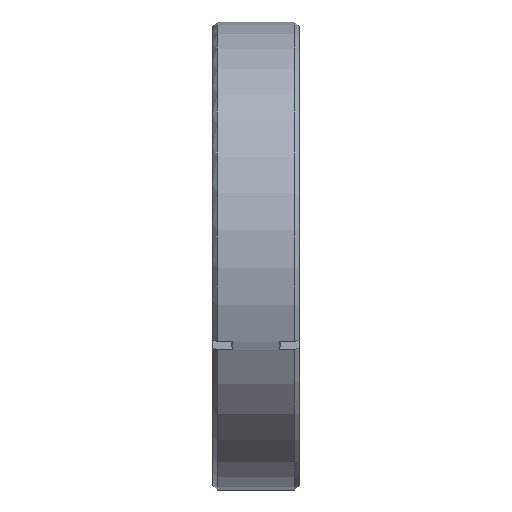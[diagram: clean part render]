
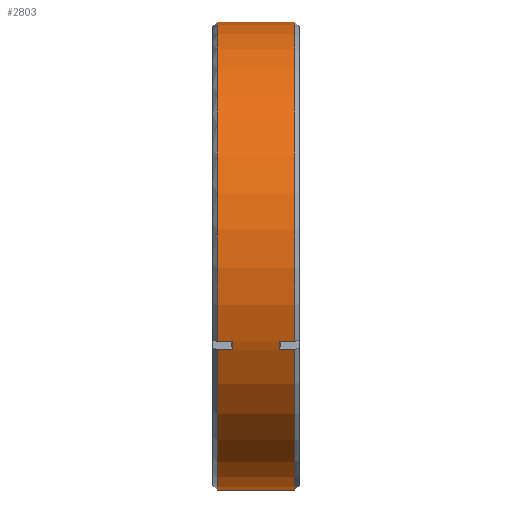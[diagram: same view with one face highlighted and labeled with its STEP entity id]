
A CAD part, front view. The second image highlights one B-rep face of the part: STEP entity #2803.
In plain terms, the highlighted cylindrical face has radius 42.799 mm (diameter 85.598 mm), a partial arc.
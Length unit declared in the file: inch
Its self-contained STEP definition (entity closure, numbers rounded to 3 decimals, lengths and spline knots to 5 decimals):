
#27 = VECTOR ( 'NONE', #1152, 39.37008 ) ;
#109 = DIRECTION ( 'NONE',  ( 1., 0., 0. ) ) ;
#116 = ORIENTED_EDGE ( 'NONE', *, *, #1230, .F. ) ;
#123 = EDGE_CURVE ( 'NONE', #462, #2977, #2970, .T. ) ;
#168 = EDGE_CURVE ( 'NONE', #772, #1638, #585, .T. ) ;
#253 = CARTESIAN_POINT ( 'NONE',  ( 0., -1.54461, -0.67335 ) ) ;
#277 = EDGE_CURVE ( 'NONE', #772, #2215, #420, .T. ) ;
#315 = CARTESIAN_POINT ( 'NONE',  ( 0.03, 0., 0. ) ) ;
#342 = CARTESIAN_POINT ( 'NONE',  ( 0.03, 0., 0. ) ) ;
#380 = CARTESIAN_POINT ( 'NONE',  ( 0., -1.54461, -0.67335 ) ) ;
#405 = VERTEX_POINT ( 'NONE', #2542 ) ;
#414 = CARTESIAN_POINT ( 'NONE',  ( 0.59, 0., 1.685 ) ) ;
#420 = LINE ( 'NONE', #1821, #1368 ) ;
#427 = CARTESIAN_POINT ( 'NONE',  ( 0.14, -1.56834, -0.61607 ) ) ;
#440 = DIRECTION ( 'NONE',  ( -1., 0., 0. ) ) ;
#444 = CARTESIAN_POINT ( 'NONE',  ( 0.14, -1.56078, -0.63531 ) ) ;
#459 = DIRECTION ( 'NONE',  ( -1., 0., 0. ) ) ;
#462 = VERTEX_POINT ( 'NONE', #2611 ) ;
#466 = ORIENTED_EDGE ( 'NONE', *, *, #2767, .T. ) ;
#512 = DIRECTION ( 'NONE',  ( 1., 0., 0. ) ) ;
#517 = DIRECTION ( 'NONE',  ( -1., 0., 0. ) ) ;
#532 = VECTOR ( 'NONE', #1528, 39.37008 ) ;
#551 = ORIENTED_EDGE ( 'NONE', *, *, #168, .T. ) ;
#561 = CARTESIAN_POINT ( 'NONE',  ( 0.03, 0., 1.685 ) ) ;
#585 = CIRCLE ( 'NONE', #2291, 1.685 ) ;
#586 = AXIS2_PLACEMENT_3D ( 'NONE', #315, #1014, #771 ) ;
#626 = DIRECTION ( 'NONE',  ( 1., 0., 0. ) ) ;
#657 = CARTESIAN_POINT ( 'NONE',  ( 0., 0., 1.685 ) ) ;
#673 = CARTESIAN_POINT ( 'NONE',  ( 0.14, -1.54461, -0.67335 ) ) ;
#713 = VERTEX_POINT ( 'NONE', #414 ) ;
#771 = DIRECTION ( 'NONE',  ( 0., 0., -1. ) ) ;
#772 = VERTEX_POINT ( 'NONE', #2055 ) ;
#799 = CARTESIAN_POINT ( 'NONE',  ( 0.03, 0., -1.685 ) ) ;
#838 = AXIS2_PLACEMENT_3D ( 'NONE', #1472, #517, #2166 ) ;
#949 = AXIS2_PLACEMENT_3D ( 'NONE', #1582, #440, #2301 ) ;
#1014 = DIRECTION ( 'NONE',  ( 1., 0., 0. ) ) ;
#1026 = VERTEX_POINT ( 'NONE', #561 ) ;
#1056 = DIRECTION ( 'NONE',  ( 0., 0., -1. ) ) ;
#1083 = CARTESIAN_POINT ( 'NONE',  ( 0.48, -1.56834, -0.61607 ) ) ;
#1106 = CARTESIAN_POINT ( 'NONE',  ( 0., -1.56834, -0.61607 ) ) ;
#1124 = B_SPLINE_CURVE_WITH_KNOTS ( 'NONE', 3,
 ( #673, #2747, #444, #427 ),
 .UNSPECIFIED., .F., .F.,
 ( 4, 4 ),
 ( 0., 0.00157 ),
 .UNSPECIFIED. ) ;
#1144 = EDGE_CURVE ( 'NONE', #2977, #1541, #2792, .T. ) ;
#1152 = DIRECTION ( 'NONE',  ( 1., 0., 0. ) ) ;
#1230 = EDGE_CURVE ( 'NONE', #1390, #405, #1124, .T. ) ;
#1243 = VECTOR ( 'NONE', #512, 39.37008 ) ;
#1287 = ORIENTED_EDGE ( 'NONE', *, *, #1144, .T. ) ;
#1308 = CARTESIAN_POINT ( 'NONE',  ( 0.48, -1.54461, -0.67335 ) ) ;
#1320 = ORIENTED_EDGE ( 'NONE', *, *, #2466, .T. ) ;
#1341 = CARTESIAN_POINT ( 'NONE',  ( 0.48, -1.55287, -0.6544 ) ) ;
#1354 = EDGE_CURVE ( 'NONE', #2526, #1390, #2614, .T. ) ;
#1368 = VECTOR ( 'NONE', #1871, 39.37008 ) ;
#1375 = ORIENTED_EDGE ( 'NONE', *, *, #1354, .F. ) ;
#1379 = FACE_OUTER_BOUND ( 'NONE', #1487, .T. ) ;
#1390 = VERTEX_POINT ( 'NONE', #2148 ) ;
#1399 = ORIENTED_EDGE ( 'NONE', *, *, #277, .F. ) ;
#1472 = CARTESIAN_POINT ( 'NONE',  ( 0.59, 0., 0. ) ) ;
#1487 = EDGE_LOOP ( 'NONE', ( #1399, #551, #2543, #2214, #1287, #2492, #1320, #466, #1914, #116, #1375, #2153 ) ) ;
#1528 = DIRECTION ( 'NONE',  ( 1., 0., 0. ) ) ;
#1541 = VERTEX_POINT ( 'NONE', #2284 ) ;
#1582 = CARTESIAN_POINT ( 'NONE',  ( 0., 0., 0. ) ) ;
#1614 = CARTESIAN_POINT ( 'NONE',  ( 0.59, -1.54461, -0.67335 ) ) ;
#1638 = VERTEX_POINT ( 'NONE', #1614 ) ;
#1745 = AXIS2_PLACEMENT_3D ( 'NONE', #342, #109, #1056 ) ;
#1807 = CARTESIAN_POINT ( 'NONE',  ( 0.48, -1.56078, -0.63531 ) ) ;
#1821 = CARTESIAN_POINT ( 'NONE',  ( 0., 0., -1.685 ) ) ;
#1871 = DIRECTION ( 'NONE',  ( -1., 0., 0. ) ) ;
#1914 = ORIENTED_EDGE ( 'NONE', *, *, #2335, .T. ) ;
#1989 = VERTEX_POINT ( 'NONE', #2187 ) ;
#2055 = CARTESIAN_POINT ( 'NONE',  ( 0.59, 0., -1.685 ) ) ;
#2131 = EDGE_CURVE ( 'NONE', #2526, #2215, #2731, .T. ) ;
#2145 = CIRCLE ( 'NONE', #838, 1.685 ) ;
#2148 = CARTESIAN_POINT ( 'NONE',  ( 0.14, -1.54461, -0.67335 ) ) ;
#2153 = ORIENTED_EDGE ( 'NONE', *, *, #2131, .T. ) ;
#2166 = DIRECTION ( 'NONE',  ( 0., 0., 1. ) ) ;
#2187 = CARTESIAN_POINT ( 'NONE',  ( 0.03, -1.56834, -0.61607 ) ) ;
#2199 = EDGE_CURVE ( 'NONE', #1541, #713, #2145, .T. ) ;
#2214 = ORIENTED_EDGE ( 'NONE', *, *, #123, .T. ) ;
#2215 = VERTEX_POINT ( 'NONE', #799 ) ;
#2247 = LINE ( 'NONE', #380, #2828 ) ;
#2253 = DIRECTION ( 'NONE',  ( 0., 0., 1. ) ) ;
#2284 = CARTESIAN_POINT ( 'NONE',  ( 0.59, -1.56834, -0.61607 ) ) ;
#2291 = AXIS2_PLACEMENT_3D ( 'NONE', #2478, #2936, #2253 ) ;
#2301 = DIRECTION ( 'NONE',  ( 0., 0., 1. ) ) ;
#2305 = LINE ( 'NONE', #657, #2427 ) ;
#2335 = EDGE_CURVE ( 'NONE', #1989, #405, #2473, .T. ) ;
#2353 = EDGE_CURVE ( 'NONE', #462, #1638, #2247, .T. ) ;
#2427 = VECTOR ( 'NONE', #459, 39.37008 ) ;
#2447 = CARTESIAN_POINT ( 'NONE',  ( 0.48, -1.56834, -0.61607 ) ) ;
#2466 = EDGE_CURVE ( 'NONE', #713, #1026, #2305, .T. ) ;
#2473 = LINE ( 'NONE', #1106, #532 ) ;
#2478 = CARTESIAN_POINT ( 'NONE',  ( 0.59, 0., 0. ) ) ;
#2492 = ORIENTED_EDGE ( 'NONE', *, *, #2199, .T. ) ;
#2526 = VERTEX_POINT ( 'NONE', #2633 ) ;
#2530 = CYLINDRICAL_SURFACE ( 'NONE', #949, 1.685 ) ;
#2542 = CARTESIAN_POINT ( 'NONE',  ( 0.14, -1.56834, -0.61607 ) ) ;
#2543 = ORIENTED_EDGE ( 'NONE', *, *, #2353, .F. ) ;
#2550 = CARTESIAN_POINT ( 'NONE',  ( 0., -1.56834, -0.61607 ) ) ;
#2611 = CARTESIAN_POINT ( 'NONE',  ( 0.48, -1.54461, -0.67335 ) ) ;
#2614 = LINE ( 'NONE', #253, #1243 ) ;
#2633 = CARTESIAN_POINT ( 'NONE',  ( 0.03, -1.54461, -0.67335 ) ) ;
#2731 = CIRCLE ( 'NONE', #586, 1.685 ) ;
#2747 = CARTESIAN_POINT ( 'NONE',  ( 0.14, -1.55287, -0.6544 ) ) ;
#2767 = EDGE_CURVE ( 'NONE', #1026, #1989, #2919, .T. ) ;
#2792 = LINE ( 'NONE', #2550, #27 ) ;
#2803 = ADVANCED_FACE ( 'NONE', ( #1379 ), #2530, .T. ) ;
#2828 = VECTOR ( 'NONE', #626, 39.37008 ) ;
#2919 = CIRCLE ( 'NONE', #1745, 1.685 ) ;
#2936 = DIRECTION ( 'NONE',  ( -1., 0., 0. ) ) ;
#2970 = B_SPLINE_CURVE_WITH_KNOTS ( 'NONE', 3,
 ( #1308, #1341, #1807, #2447 ),
 .UNSPECIFIED., .F., .F.,
 ( 4, 4 ),
 ( 0., 0.00157 ),
 .UNSPECIFIED. ) ;
#2977 = VERTEX_POINT ( 'NONE', #1083 ) ;
